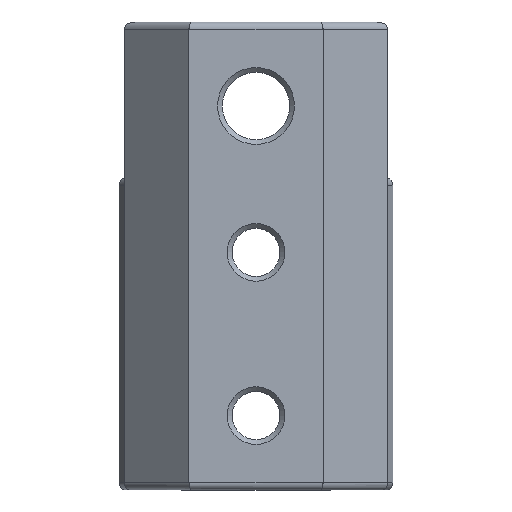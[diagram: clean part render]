
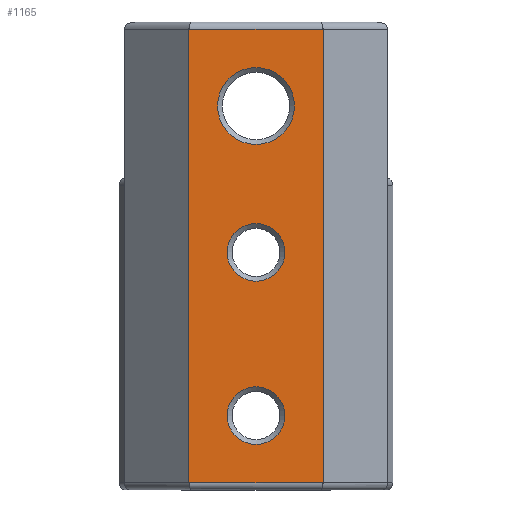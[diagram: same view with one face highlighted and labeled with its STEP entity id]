
A CAD part, front view. The second image highlights one B-rep face of the part: STEP entity #1165.
In plain terms, the highlighted face is planar.
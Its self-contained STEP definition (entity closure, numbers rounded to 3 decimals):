
#25=FACE_BOUND('',#430,.T.);
#26=FACE_BOUND('',#431,.T.);
#27=FACE_BOUND('',#432,.T.);
#80=PLANE('',#1286);
#142=LINE('',#2007,#238);
#143=LINE('',#2009,#239);
#144=LINE('',#2011,#240);
#145=LINE('',#2012,#241);
#238=VECTOR('',#1544,10.);
#239=VECTOR('',#1545,10.);
#240=VECTOR('',#1546,10.);
#241=VECTOR('',#1547,950.);
#353=FACE_OUTER_BOUND('',#429,.T.);
#429=EDGE_LOOP('',(#931,#932,#933,#934));
#430=EDGE_LOOP('',(#935));
#431=EDGE_LOOP('',(#936));
#432=EDGE_LOOP('',(#937));
#511=CIRCLE('',#1284,1.2);
#513=CIRCLE('',#1287,1.2);
#514=CIRCLE('',#1288,1.6);
#575=VERTEX_POINT('',#1999);
#577=VERTEX_POINT('',#2005);
#578=VERTEX_POINT('',#2006);
#579=VERTEX_POINT('',#2008);
#580=VERTEX_POINT('',#2010);
#581=VERTEX_POINT('',#2013);
#582=VERTEX_POINT('',#2015);
#701=EDGE_CURVE('',#575,#575,#511,.T.);
#704=EDGE_CURVE('',#577,#578,#142,.T.);
#705=EDGE_CURVE('',#577,#579,#143,.T.);
#706=EDGE_CURVE('',#580,#579,#144,.T.);
#707=EDGE_CURVE('',#580,#578,#145,.T.);
#708=EDGE_CURVE('',#581,#581,#513,.T.);
#709=EDGE_CURVE('',#582,#582,#514,.T.);
#931=ORIENTED_EDGE('',*,*,#704,.F.);
#932=ORIENTED_EDGE('',*,*,#705,.T.);
#933=ORIENTED_EDGE('',*,*,#706,.F.);
#934=ORIENTED_EDGE('',*,*,#707,.T.);
#935=ORIENTED_EDGE('',*,*,#708,.F.);
#936=ORIENTED_EDGE('',*,*,#709,.F.);
#937=ORIENTED_EDGE('',*,*,#701,.F.);
#1165=ADVANCED_FACE('',(#353,#25,#26,#27),#80,.F.);
#1284=AXIS2_PLACEMENT_3D('',#2000,#1537,#1538);
#1286=AXIS2_PLACEMENT_3D('',#2004,#1542,#1543);
#1287=AXIS2_PLACEMENT_3D('',#2014,#1548,#1549);
#1288=AXIS2_PLACEMENT_3D('',#2016,#1550,#1551);
#1537=DIRECTION('center_axis',(0.,0.,
-1.));
#1538=DIRECTION('ref_axis',(1.,0.,0.));
#1542=DIRECTION('center_axis',(0.,0.,
1.));
#1543=DIRECTION('ref_axis',(0.,-1.,0.));
#1544=DIRECTION('',(-1.,0.,0.));
#1545=DIRECTION('',(0.,-1.,0.));
#1546=DIRECTION('',(1.,0.,0.));
#1547=DIRECTION('',(0.,1.,0.));
#1548=DIRECTION('center_axis',(0.,0.,
-1.));
#1549=DIRECTION('ref_axis',(1.,0.,0.));
#1550=DIRECTION('center_axis',(0.,0.,
-1.));
#1551=DIRECTION('ref_axis',(1.,0.,0.));
#1999=CARTESIAN_POINT('',(8.826,15.9,14.1));
#2000=CARTESIAN_POINT('Origin',(10.026,15.9,14.1));
#2004=CARTESIAN_POINT('Origin',(7.234,-332.5,14.1));
#2005=CARTESIAN_POINT('',(12.818,18.7,14.1));
#2006=CARTESIAN_POINT('',(7.234,18.7,14.1));
#2007=CARTESIAN_POINT('',(8.63,18.7,14.1));
#2008=CARTESIAN_POINT('',(12.818,-0.2,14.1));
#2009=CARTESIAN_POINT('',(12.818,6.,14.1));
#2010=CARTESIAN_POINT('',(7.234,-0.2,14.1));
#2011=CARTESIAN_POINT('',(8.63,-0.2,14.1));
#2012=CARTESIAN_POINT('',(7.234,-332.5,14.1));
#2013=CARTESIAN_POINT('',(8.826,9.1,14.1));
#2014=CARTESIAN_POINT('Origin',(10.026,9.1,14.1));
#2015=CARTESIAN_POINT('',(8.426,3.,14.1));
#2016=CARTESIAN_POINT('Origin',(10.026,3.,14.1));
